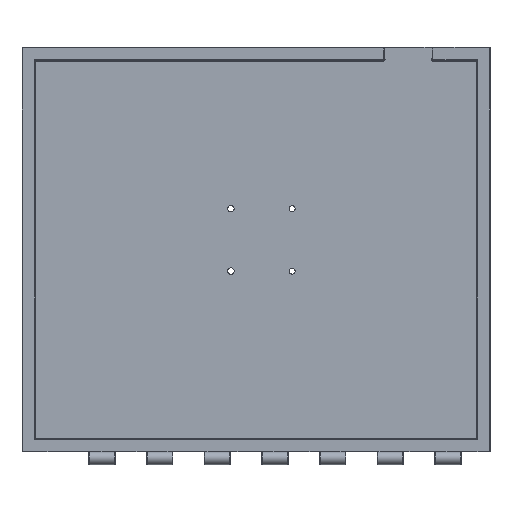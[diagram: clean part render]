
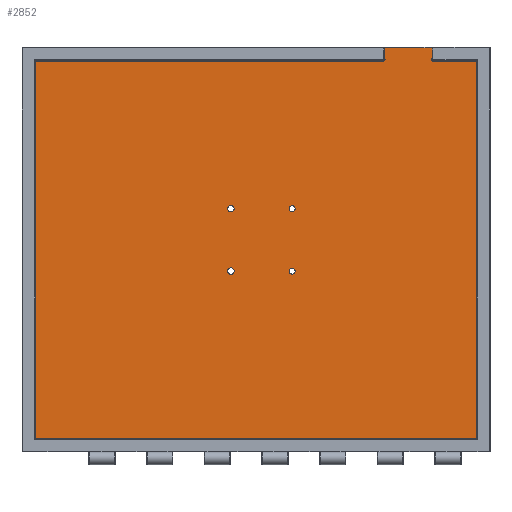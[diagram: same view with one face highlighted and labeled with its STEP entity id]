
A CAD part, top view. The second image highlights one B-rep face of the part: STEP entity #2852.
In plain terms, the highlighted planar face has unit normal (0, 0, 1).
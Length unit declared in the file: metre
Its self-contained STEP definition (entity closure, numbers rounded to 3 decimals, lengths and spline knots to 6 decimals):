
#215=CIRCLE('',#3062,0.00115);
#216=CIRCLE('',#3064,0.00115);
#217=CIRCLE('',#3066,0.0012);
#218=CIRCLE('',#3068,0.0012);
#219=CIRCLE('',#3070,0.0005);
#220=CIRCLE('',#3071,0.0005);
#491=ORIENTED_EDGE('',*,*,#1334,.F.);
#492=ORIENTED_EDGE('',*,*,#1333,.F.);
#493=ORIENTED_EDGE('',*,*,#1332,.F.);
#494=ORIENTED_EDGE('',*,*,#1331,.F.);
#495=ORIENTED_EDGE('',*,*,#1335,.F.);
#496=ORIENTED_EDGE('',*,*,#1336,.T.);
#497=ORIENTED_EDGE('',*,*,#1337,.T.);
#498=ORIENTED_EDGE('',*,*,#1338,.T.);
#499=ORIENTED_EDGE('',*,*,#1339,.T.);
#500=ORIENTED_EDGE('',*,*,#1305,.T.);
#501=ORIENTED_EDGE('',*,*,#1318,.T.);
#502=ORIENTED_EDGE('',*,*,#1314,.F.);
#503=ORIENTED_EDGE('',*,*,#1340,.T.);
#504=ORIENTED_EDGE('',*,*,#1341,.T.);
#1305=EDGE_CURVE('',#1727,#1728,#1984,.T.);
#1314=EDGE_CURVE('',#1734,#1735,#1991,.T.);
#1318=EDGE_CURVE('',#1728,#1735,#1995,.T.);
#1331=EDGE_CURVE('',#1749,#1749,#215,.T.);
#1332=EDGE_CURVE('',#1750,#1750,#216,.T.);
#1333=EDGE_CURVE('',#1751,#1751,#217,.T.);
#1334=EDGE_CURVE('',#1752,#1752,#218,.T.);
#1335=EDGE_CURVE('',#1753,#1754,#2004,.T.);
#1336=EDGE_CURVE('',#1753,#1755,#2005,.F.);
#1337=EDGE_CURVE('',#1755,#1756,#2006,.T.);
#1338=EDGE_CURVE('',#1756,#1757,#219,.F.);
#1339=EDGE_CURVE('',#1757,#1727,#2007,.F.);
#1340=EDGE_CURVE('',#1734,#1758,#2008,.F.);
#1341=EDGE_CURVE('',#1758,#1754,#220,.F.);
#1727=VERTEX_POINT('',#4544);
#1728=VERTEX_POINT('',#4545);
#1734=VERTEX_POINT('',#4561);
#1735=VERTEX_POINT('',#4563);
#1749=VERTEX_POINT('',#4598);
#1750=VERTEX_POINT('',#4601);
#1751=VERTEX_POINT('',#4604);
#1752=VERTEX_POINT('',#4607);
#1753=VERTEX_POINT('',#4610);
#1754=VERTEX_POINT('',#4611);
#1755=VERTEX_POINT('',#4613);
#1756=VERTEX_POINT('',#4615);
#1757=VERTEX_POINT('',#4617);
#1758=VERTEX_POINT('',#4620);
#1984=LINE('',#4543,#2192);
#1991=LINE('',#4562,#2199);
#1995=LINE('',#4569,#2203);
#2004=LINE('',#4609,#2212);
#2005=LINE('',#4612,#2213);
#2006=LINE('',#4614,#2214);
#2007=LINE('',#4618,#2215);
#2008=LINE('',#4619,#2216);
#2192=VECTOR('',#3510,1.);
#2199=VECTOR('',#3525,1.);
#2203=VECTOR('',#3531,1.);
#2212=VECTOR('',#3570,1.);
#2213=VECTOR('',#3571,1.);
#2214=VECTOR('',#3572,1.);
#2215=VECTOR('',#3575,1.);
#2216=VECTOR('',#3576,1.);
#2357=EDGE_LOOP('',(#491));
#2358=EDGE_LOOP('',(#492));
#2359=EDGE_LOOP('',(#493));
#2360=EDGE_LOOP('',(#494));
#2361=EDGE_LOOP('',(#495,#496,#497,#498,#499,#500,#501,#502,#503,#504));
#2584=FACE_BOUND('',#2357,.T.);
#2585=FACE_BOUND('',#2358,.T.);
#2586=FACE_BOUND('',#2359,.T.);
#2587=FACE_BOUND('',#2360,.T.);
#2588=FACE_BOUND('',#2361,.T.);
#2799=PLANE('',#3069);
#2852=ADVANCED_FACE('',(#2584,#2585,#2586,#2587,#2588),#2799,.T.);
#3062=AXIS2_PLACEMENT_3D('',#4597,#3554,#3555);
#3064=AXIS2_PLACEMENT_3D('',#4600,#3558,#3559);
#3066=AXIS2_PLACEMENT_3D('',#4603,#3562,#3563);
#3068=AXIS2_PLACEMENT_3D('',#4606,#3566,#3567);
#3069=AXIS2_PLACEMENT_3D('',#4608,#3568,#3569);
#3070=AXIS2_PLACEMENT_3D('',#4616,#3573,#3574);
#3071=AXIS2_PLACEMENT_3D('',#4621,#3577,#3578);
#3510=DIRECTION('',(0.,-1.,0.));
#3525=DIRECTION('',(0.,-1.,0.));
#3531=DIRECTION('',(1.,0.,0.));
#3554=DIRECTION('',(0.,0.,1.));
#3555=DIRECTION('',(1.,0.,0.));
#3558=DIRECTION('',(0.,0.,1.));
#3559=DIRECTION('',(1.,0.,0.));
#3562=DIRECTION('',(0.,0.,1.));
#3563=DIRECTION('',(1.,0.,0.));
#3566=DIRECTION('',(0.,0.,1.));
#3567=DIRECTION('',(1.,0.,0.));
#3568=DIRECTION('',(0.,0.,1.));
#3569=DIRECTION('',(1.,0.,0.));
#3570=DIRECTION('',(0.,-1.,0.));
#3571=DIRECTION('',(1.,0.,0.));
#3572=DIRECTION('',(0.,-1.,0.));
#3573=DIRECTION('',(0.,0.,1.));
#3574=DIRECTION('',(1.,0.,0.));
#3575=DIRECTION('',(1.,0.,0.));
#3576=DIRECTION('',(1.,0.,0.));
#3577=DIRECTION('',(0.,0.,1.));
#3578=DIRECTION('',(1.,0.,0.));
#4543=CARTESIAN_POINT('',(-0.088021,-0.004263,0.003));
#4544=CARTESIAN_POINT('',(-0.088021,0.067623,0.003));
#4545=CARTESIAN_POINT('',(-0.088021,-0.076399,0.003));
#4561=CARTESIAN_POINT('',(0.080508,0.067623,0.003));
#4562=CARTESIAN_POINT('',(0.080508,-0.004263,0.003));
#4563=CARTESIAN_POINT('',(0.080508,-0.076399,0.003));
#4569=CARTESIAN_POINT('',(-0.003756,-0.076399,0.003));
#4597=CARTESIAN_POINT('',(0.009989,0.01129,0.003));
#4598=CARTESIAN_POINT('',(0.011139,0.01129,0.003));
#4600=CARTESIAN_POINT('',(0.009989,-0.01251,0.003));
#4601=CARTESIAN_POINT('',(0.011139,-0.01251,0.003));
#4603=CARTESIAN_POINT('',(-0.013311,0.011306,0.003));
#4604=CARTESIAN_POINT('',(-0.012111,0.011306,0.003));
#4606=CARTESIAN_POINT('',(-0.013311,-0.012494,0.003));
#4607=CARTESIAN_POINT('',(-0.012111,-0.012494,0.003));
#4608=CARTESIAN_POINT('',(-0.003756,-0.004263,0.003));
#4609=CARTESIAN_POINT('',(0.063433,0.070373,0.003));
#4610=CARTESIAN_POINT('',(0.063433,0.072623,0.003));
#4611=CARTESIAN_POINT('',(0.063433,0.068556,0.003));
#4612=CARTESIAN_POINT('',(-0.003756,0.072623,0.003));
#4613=CARTESIAN_POINT('',(0.045207,0.072623,0.003));
#4614=CARTESIAN_POINT('',(0.045207,0.070373,0.003));
#4615=CARTESIAN_POINT('',(0.045207,0.068556,0.003));
#4616=CARTESIAN_POINT('',(0.044957,0.068123,0.003));
#4617=CARTESIAN_POINT('',(0.044957,0.067623,0.003));
#4618=CARTESIAN_POINT('',(-0.003756,0.067623,0.003));
#4619=CARTESIAN_POINT('',(-0.003756,0.067623,0.003));
#4620=CARTESIAN_POINT('',(0.063683,0.067623,0.003));
#4621=CARTESIAN_POINT('',(0.063683,0.068123,0.003));
